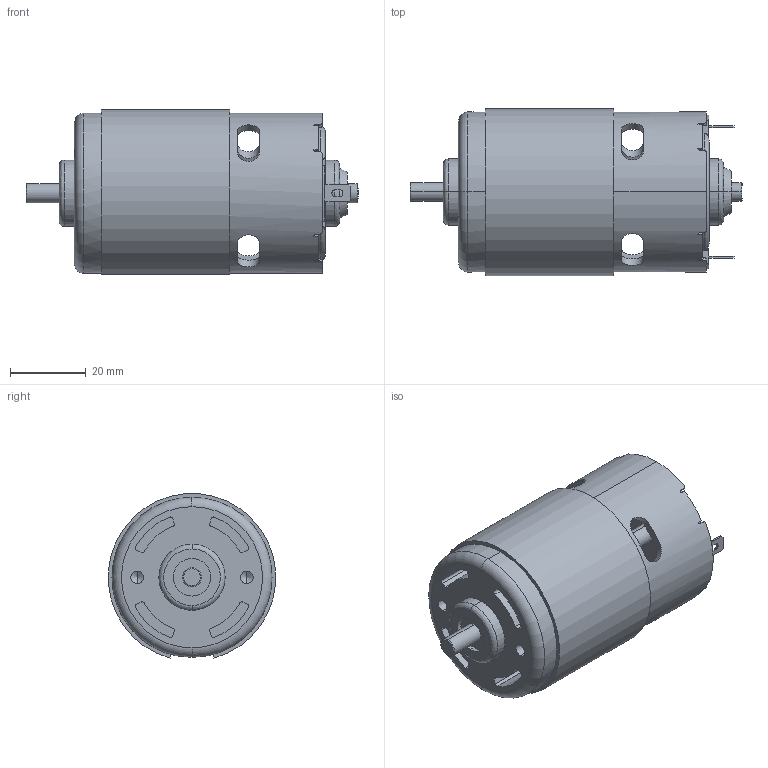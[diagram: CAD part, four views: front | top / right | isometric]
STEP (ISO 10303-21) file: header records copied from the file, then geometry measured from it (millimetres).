
FILE_DESCRIPTION (( 'STEP AP214' ), '1' );
FILE_NAME ('am-3775+RedLine+Motor.step', '2018-12-19T17:09:40', ( '' ), ( '' ), 'SwSTEP 2.0', 'SolidWorks 2018', '' );
FILE_SCHEMA (( 'AUTOMOTIVE_DESIGN' ));
Length unit declared in the file: inch
Products named in the file (1): am-3775+RedLine+Motor
Bounding box: 87.75 x 44.13 x 43.46 mm (x, y, z)
Volume: 49539.5 mm3; surface area: 24424.5 mm2
Topology: 1 solids, 9 shells, 425 faces, 1118 edges, 730 vertices
Faces by surface type: cylinder 163, plane 142, bspline 106, cone 10, torus 4
Entity records: 17984 total; most frequent: CARTESIAN_POINT 7409, ORIENTED_EDGE 2228, DIRECTION 1793, EDGE_CURVE 1114, VERTEX_POINT 730, AXIS2_PLACEMENT_3D 624, VECTOR 545, LINE 545
